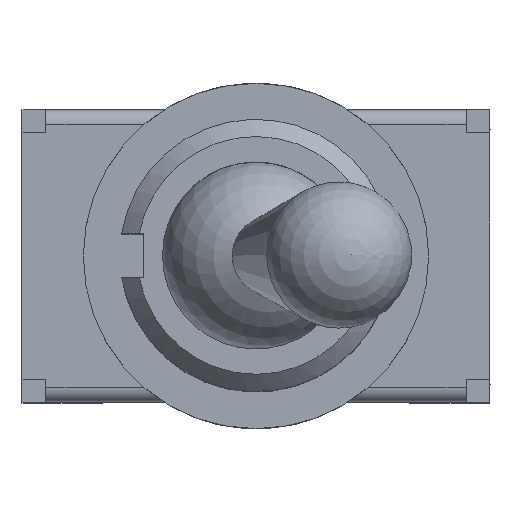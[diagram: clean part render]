
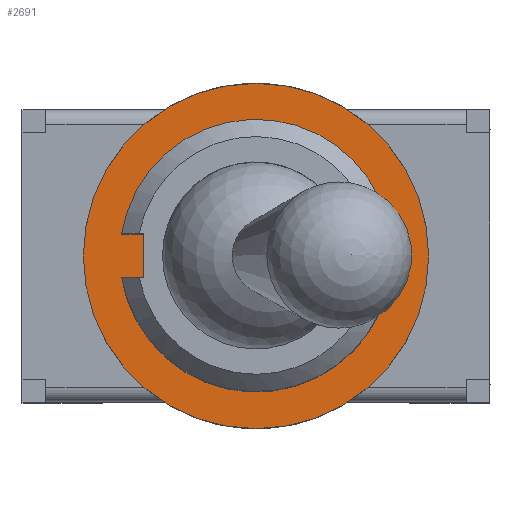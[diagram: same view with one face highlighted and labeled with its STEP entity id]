
A CAD part, top view. The second image highlights one B-rep face of the part: STEP entity #2691.
In plain terms, the highlighted planar face has unit normal (0, 0, 1).
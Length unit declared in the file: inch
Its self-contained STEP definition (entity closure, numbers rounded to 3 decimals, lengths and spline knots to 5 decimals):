
#34=FACE_BOUND('',#1016,.T.);
#72=CIRCLE('',#2890,0.09311);
#73=CIRCLE('',#2892,0.11811);
#126=PLANE('',#2891);
#272=LINE('',#4640,#562);
#275=LINE('',#4646,#565);
#277=LINE('',#4649,#567);
#562=VECTOR('',#3244,0.3937);
#565=VECTOR('',#3249,0.3937);
#567=VECTOR('',#3253,0.3937);
#862=FACE_OUTER_BOUND('',#1015,.T.);
#1015=EDGE_LOOP('',(#2124));
#1016=EDGE_LOOP('',(#2125,#2126,#2127,#2128));
#1266=VERTEX_POINT('',#4637);
#1267=VERTEX_POINT('',#4639);
#1268=VERTEX_POINT('',#4643);
#1269=VERTEX_POINT('',#4645);
#1270=VERTEX_POINT('',#4653);
#1574=EDGE_CURVE('',#1267,#1266,#272,.T.);
#1577=EDGE_CURVE('',#1269,#1268,#275,.T.);
#1579=EDGE_CURVE('',#1268,#1267,#277,.T.);
#1580=EDGE_CURVE('',#1266,#1269,#72,.T.);
#1581=EDGE_CURVE('',#1270,#1270,#73,.T.);
#2124=ORIENTED_EDGE('',*,*,#1581,.F.);
#2125=ORIENTED_EDGE('',*,*,#1577,.T.);
#2126=ORIENTED_EDGE('',*,*,#1579,.T.);
#2127=ORIENTED_EDGE('',*,*,#1574,.T.);
#2128=ORIENTED_EDGE('',*,*,#1580,.T.);
#2691=ADVANCED_FACE('',(#862,#34),#126,.F.);
#2890=AXIS2_PLACEMENT_3D('',#4651,#3256,#3257);
#2891=AXIS2_PLACEMENT_3D('',#4652,#3258,#3259);
#2892=AXIS2_PLACEMENT_3D('',#4654,#3260,#3261);
#3244=DIRECTION('',(-1.,0.,0.));
#3249=DIRECTION('',(1.,0.,0.));
#3253=DIRECTION('',(0.,1.,0.));
#3256=DIRECTION('center_axis',(0.,0.,
-1.));
#3257=DIRECTION('ref_axis',(0.987,0.161,0.));
#3258=DIRECTION('center_axis',(0.,0.,
-1.));
#3259=DIRECTION('ref_axis',(1.,0.,0.));
#3260=DIRECTION('center_axis',(0.,0.,
-1.));
#3261=DIRECTION('ref_axis',(1.,0.,0.));
#4637=CARTESIAN_POINT('',(-0.0919,0.01496,0.30866));
#4639=CARTESIAN_POINT('',(-0.07694,0.01496,0.30866));
#4640=CARTESIAN_POINT('',(-0.03847,0.01496,0.30866));
#4643=CARTESIAN_POINT('',(-0.07694,-0.01496,0.30866));
#4645=CARTESIAN_POINT('',(-0.0919,-0.01496,0.30866));
#4646=CARTESIAN_POINT('',(-0.04595,-0.01496,0.30866));
#4649=CARTESIAN_POINT('',(-0.07694,-0.00748,0.30866));
#4651=CARTESIAN_POINT('Origin',(0.,0.,
0.30866));
#4652=CARTESIAN_POINT('Origin',(0.,0.,
0.30866));
#4653=CARTESIAN_POINT('',(-0.11811,0.,0.30866));
#4654=CARTESIAN_POINT('Origin',(0.,0.,
0.30866));
